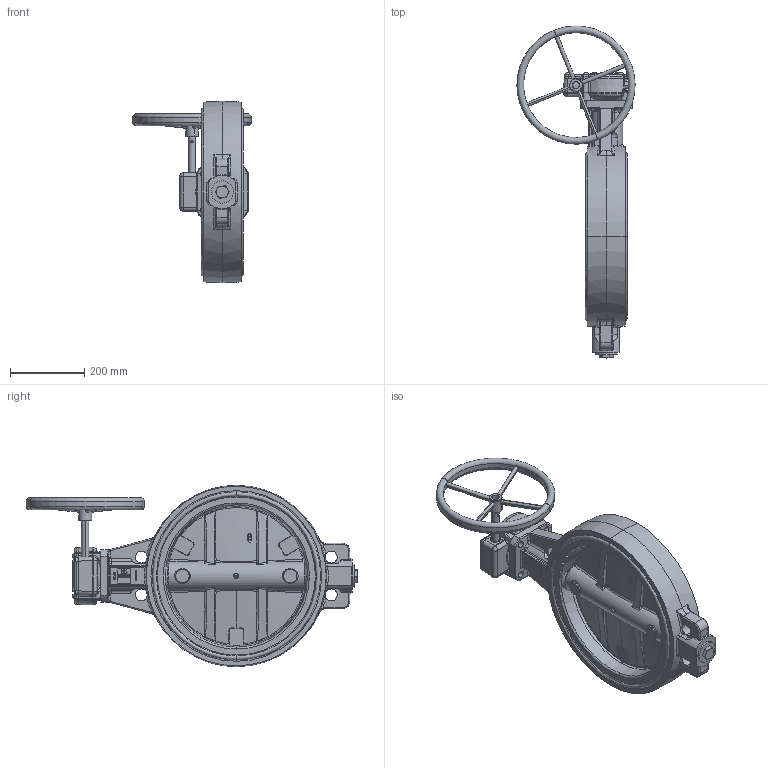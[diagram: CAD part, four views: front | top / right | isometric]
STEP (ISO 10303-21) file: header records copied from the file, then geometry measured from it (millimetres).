
FILE_DESCRIPTION (( 'STEP AP203' ), '1' );
FILE_NAME ('AK01_DN400_Getriebe.STEP', '2022-10-06T10:00:18', ( '' ), ( '' ), 'SwSTEP 2.0', 'SolidWorks 2021', '' );
FILE_SCHEMA (( 'CONFIG_CONTROL_DESIGN' ));
Products named in the file (4): AK01_DN400-PN16_Getriebe; AK01_DN350_Getriebe - Handrad; AK01_DN400_OH; AK01_DN400_Getriebe
Assembly tree (3 placements, depth 2):
  AK01_DN400_Getriebe
    AK01_DN400_OH
    AK01_DN400-PN16_Getriebe
    AK01_DN350_Getriebe - Handrad
Bounding box: 317.84 x 892.42 x 488 mm (x, y, z)
Volume: 14260959.2 mm3; surface area: 1151094.6 mm2
Topology: 20 solids, 30 shells, 3267 faces, 8181 edges, 5106 vertices
Faces by surface type: plane 1228, bspline 654, cylinder 534, cone 417, torus 313, sphere 121
Entity records: 168570 total; most frequent: CARTESIAN_POINT 96311, ORIENTED_EDGE 16190, DIRECTION 13020, EDGE_CURVE 8095, VERTEX_POINT 5106, AXIS2_PLACEMENT_3D 4791, EDGE_LOOP 3561, VECTOR 3438
